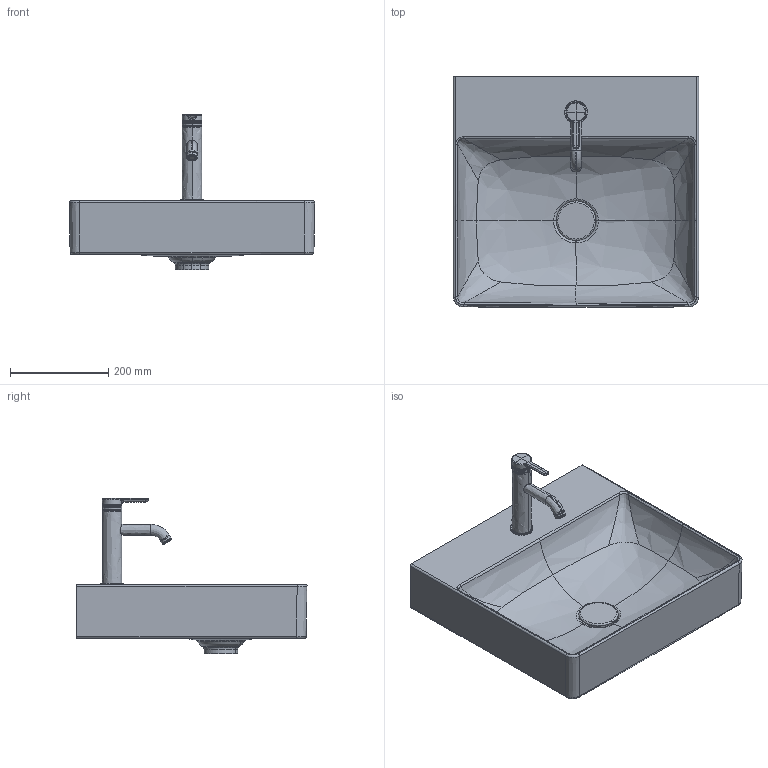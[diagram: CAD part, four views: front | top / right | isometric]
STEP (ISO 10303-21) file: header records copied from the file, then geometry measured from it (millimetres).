
FILE_DESCRIPTION(/* description */ (''),/* implementation_level */ '2;1');
FILE_NAME(/* name */ 'test',/* time_stamp */ '2019-02-20T14:58:47+01:00',/* author */ (''),/* organization */ (''),/* preprocessor_version */ 'ST-DEVELOPER v15',/* originating_system */ '',/* authorisation */ '');
FILE_SCHEMA (('AUTOMOTIVE_DESIGN'));
Length unit declared in the file: millimetre
Products named in the file (1): Document
Bounding box: 499.89 x 469.43 x 316.23 mm (x, y, z)
Volume: 8221237.1 mm3; surface area: 905353.4 mm2
Topology: 9 solids, 18 shells, 742 faces, 1794 edges, 1067 vertices
Faces by surface type: bspline 742
Entity records: 98583 total; most frequent: CARTESIAN_POINT 76886, B_SPLINE_CURVE_WITH_KNOTS 4036, ORIENTED_EDGE 3467, PCURVE 3467, DEFINITIONAL_REPRESENTATION 3467, SURFACE_CURVE 1765, EDGE_CURVE 1765, VERTEX_POINT 1067
